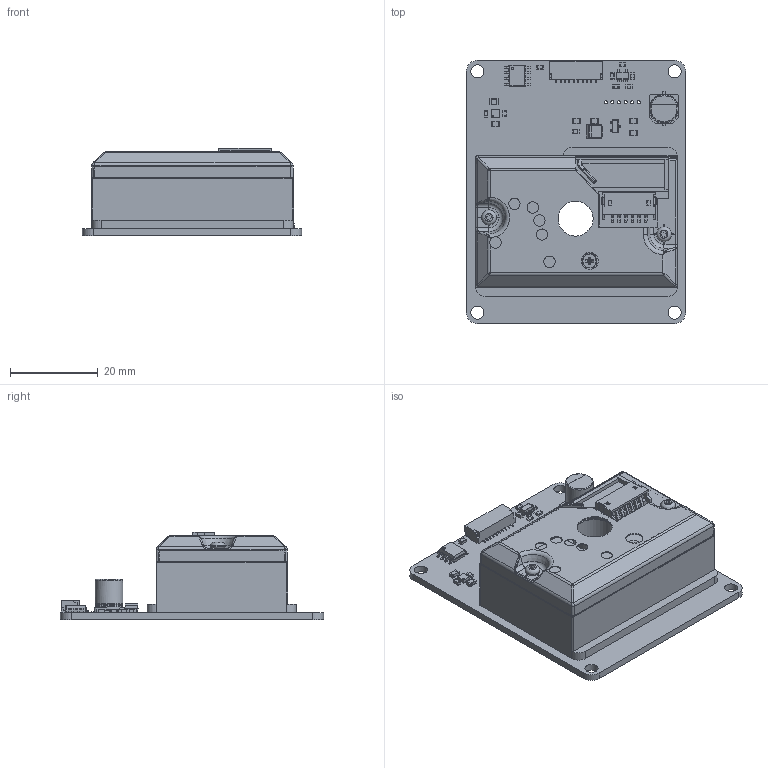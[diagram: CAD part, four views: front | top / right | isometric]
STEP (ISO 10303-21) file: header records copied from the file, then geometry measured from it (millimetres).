
FILE_DESCRIPTION(('FreeCAD Model'),'2;1');
FILE_NAME( 'dust-detector.step', '2017-11-20T14:39:54',('kicad StepUp'),('ksu MCAD'), 'Open CASCADE STEP processor 6.8','FreeCAD','Unknown');
FILE_SCHEMA(('AUTOMOTIVE_DESIGN_CC2 { 1 2 10303 214 -1 1 5 4 }'));
Length unit declared in the file: millimetre
Products named in the file (24): Pcb; Tantalum_B_3528H21_; SM10B-SRSS_; SOT23_; soic_8_39x49_p127_; dfn6_2x2_p065_; SOT-23-5_; C_0603_; C_0603_001; C_0805_; C_0603_002; C_0805_001; C_0805_002; C_0805_003; C_0805_004; C_0603_003; R_0603_; R_0603_001; R_0603_002; R_0603_003; R_0603_004; R_0805_; GP2Y1010AU0F_; ASSEMBLY_
Bounding box: 50 x 60 x 20.05 mm (x, y, z)
Volume: 24182.6 mm3; surface area: 17940.1 mm2
Topology: 24 solids, 24 shells, 1768 faces, 4731 edges, 3039 vertices
Faces by surface type: plane 1169, cylinder 475, bspline 85, torus 24, sphere 8, cone 5, revolution 2
Full cylindrical faces by diameter (mm): 0.35 x1, 0.6 x1, 0.7 x6, 0.9 x1, 1.84 x2, 2 x1, 2.6 x12, 3 x4, 3.36 x2, 3.9 x1, 6.3 x2, 8 x1, 8.7 x1, 9 x2, 9.5 x1
Entity records: 75849 total; most frequent: CARTESIAN_POINT 19229, ORIENTED_EDGE 9428, DIRECTION 8792, EDGE_CURVE 4714, LINE 3490, VECTOR 3490, VERTEX_POINT 3039, AXIS2_PLACEMENT_3D 2650
